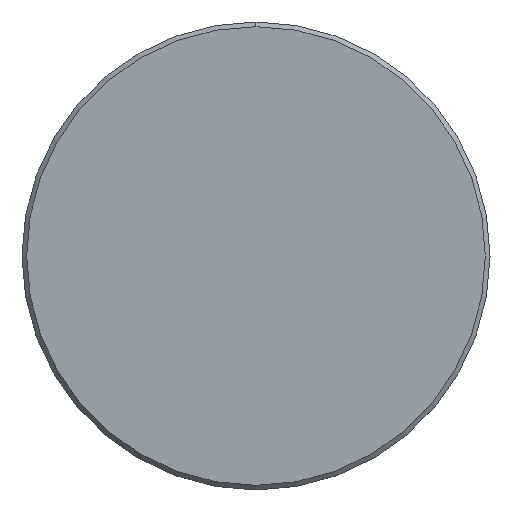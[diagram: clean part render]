
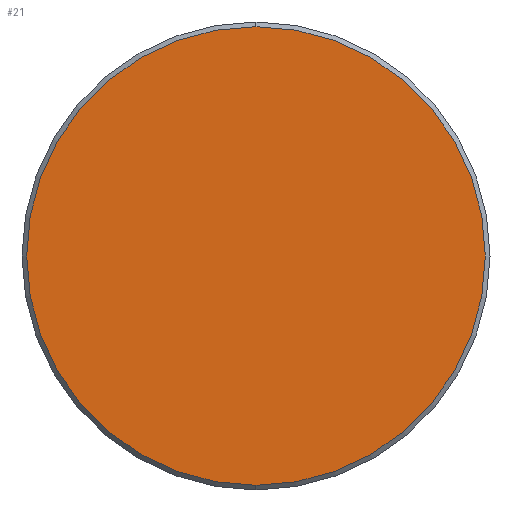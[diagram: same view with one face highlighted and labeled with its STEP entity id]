
A CAD part, left-side view. The second image highlights one B-rep face of the part: STEP entity #21.
In plain terms, the highlighted planar face has unit normal (-1, 0, 0).
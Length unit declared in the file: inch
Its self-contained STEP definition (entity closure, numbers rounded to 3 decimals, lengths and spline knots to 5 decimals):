
#5 = VERTEX_POINT ( 'NONE', #225 ) ;
#21 = ADVANCED_FACE ( 'NONE', ( #37 ), #57, .F. ) ;
#37 = FACE_OUTER_BOUND ( 'NONE', #146, .T. ) ;
#51 = ORIENTED_EDGE ( 'NONE', *, *, #58, .T. ) ;
#57 = PLANE ( 'NONE',  #272 ) ;
#58 = EDGE_CURVE ( 'NONE', #5, #245, #144, .T. ) ;
#60 = DIRECTION ( 'NONE',  ( -1., 0., 0. ) ) ;
#85 = DIRECTION ( 'NONE',  ( 0., 0., -1. ) ) ;
#109 = CIRCLE ( 'NONE', #165, 0.49 ) ;
#144 = CIRCLE ( 'NONE', #251, 0.49 ) ;
#146 = EDGE_LOOP ( 'NONE', ( #205, #51 ) ) ;
#150 = CARTESIAN_POINT ( 'NONE',  ( -18., 0., 0. ) ) ;
#154 = DIRECTION ( 'NONE',  ( 1., 0., 0. ) ) ;
#165 = AXIS2_PLACEMENT_3D ( 'NONE', #257, #60, #233 ) ;
#192 = CARTESIAN_POINT ( 'NONE',  ( -18., 0., 0. ) ) ;
#193 = DIRECTION ( 'NONE',  ( -1., 0., 0. ) ) ;
#198 = CARTESIAN_POINT ( 'NONE',  ( -18., 0., -0.49 ) ) ;
#205 = ORIENTED_EDGE ( 'NONE', *, *, #256, .T. ) ;
#225 = CARTESIAN_POINT ( 'NONE',  ( -18., 0., 0.49 ) ) ;
#229 = DIRECTION ( 'NONE',  ( 0., 0., -1. ) ) ;
#233 = DIRECTION ( 'NONE',  ( 0., 0., -1. ) ) ;
#245 = VERTEX_POINT ( 'NONE', #198 ) ;
#251 = AXIS2_PLACEMENT_3D ( 'NONE', #192, #193, #85 ) ;
#256 = EDGE_CURVE ( 'NONE', #245, #5, #109, .T. ) ;
#257 = CARTESIAN_POINT ( 'NONE',  ( -18., 0., 0. ) ) ;
#272 = AXIS2_PLACEMENT_3D ( 'NONE', #150, #154, #229 ) ;
